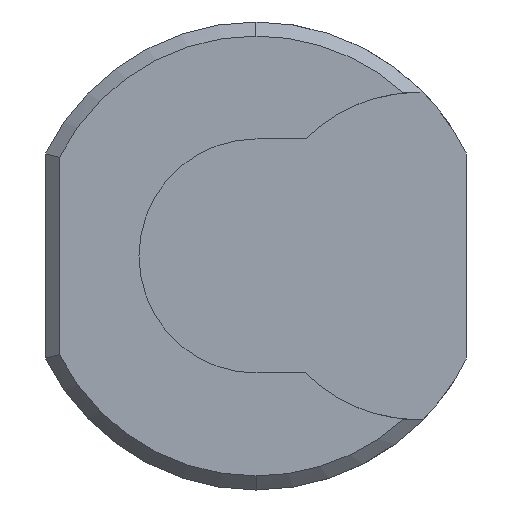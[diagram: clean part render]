
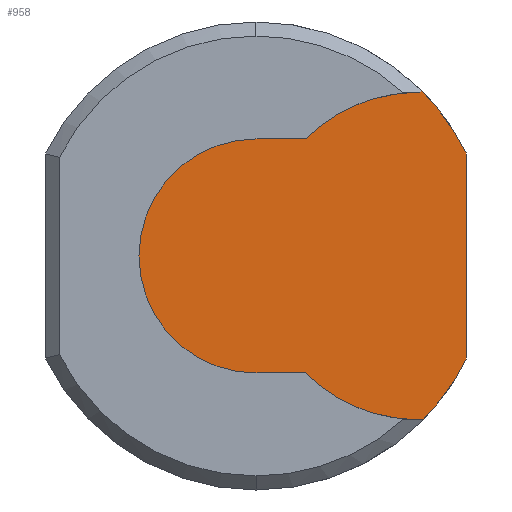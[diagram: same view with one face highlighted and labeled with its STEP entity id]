
A CAD part, left-side view. The second image highlights one B-rep face of the part: STEP entity #958.
In plain terms, the highlighted planar face has unit normal (-1, 0, 0).
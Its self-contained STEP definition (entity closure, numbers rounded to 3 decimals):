
#174=CARTESIAN_POINT('',(-35.,17.5,0.));
#175=VERTEX_POINT('',#174);
#184=CARTESIAN_POINT('',(-35.,0.,17.5));
#185=VERTEX_POINT('',#184);
#186=CARTESIAN_POINT('',(-35.,0.,0.));
#187=DIRECTION('',(-1.0,0.0,0.0));
#188=DIRECTION('',(0.0,1.0,0.0));
#189=AXIS2_PLACEMENT_3D('',#186,#187,#188);
#190=CIRCLE('',#189,17.5);
#191=EDGE_CURVE('',#185,#175,#190,.T.);
#294=CARTESIAN_POINT('',(-35.,-17.678,17.677));
#295=VERTEX_POINT('',#294);
#302=CARTESIAN_POINT('',(-35.,-22.5,10.897));
#303=VERTEX_POINT('',#302);
#304=CARTESIAN_POINT('',(-35.,0.0,0.));
#305=DIRECTION('',(1.0,0.0,0.0));
#306=DIRECTION('',(0.0,0.0,1.0));
#307=AXIS2_PLACEMENT_3D('',#304,#305,#306);
#308=CIRCLE('',#307,25.);
#309=EDGE_CURVE('',#295,#303,#308,.T.);
#717=CARTESIAN_POINT('',(-35.,-17.854,-17.5));
#718=VERTEX_POINT('',#717);
#725=CARTESIAN_POINT('',(-35.,0.,-17.5));
#726=VERTEX_POINT('',#725);
#727=CARTESIAN_POINT('',(-35.,0.,-17.5));
#728=DIRECTION('',(0.0,-1.0,0.0));
#729=VECTOR('',#728,17.854);
#730=LINE('',#727,#729);
#731=EDGE_CURVE('',#726,#718,#730,.T.);
#912=CARTESIAN_POINT('',(-35.,0.,17.5));
#913=DIRECTION('',(1.0,0.0,0.0));
#914=DIRECTION('',(0.0,0.0,-1.0));
#915=AXIS2_PLACEMENT_3D('',#912,#913,#914);
#916=PLANE('',#915);
#917=ORIENTED_EDGE('',*,*,#309,.F.);
#918=CARTESIAN_POINT('',(-35.,-15.684,17.5));
#919=VERTEX_POINT('',#918);
#920=CARTESIAN_POINT('',(-35.,-17.678,17.677));
#921=DIRECTION('',(0.,0.996,-0.089));
#922=VECTOR('',#921,2.001);
#923=LINE('',#920,#922);
#924=EDGE_CURVE('',#295,#919,#923,.T.);
#925=ORIENTED_EDGE('',*,*,#924,.T.);
#926=CARTESIAN_POINT('',(-35.,-15.684,17.5));
#927=DIRECTION('',(0.0,1.0,0.0));
#928=VECTOR('',#927,15.684);
#929=LINE('',#926,#928);
#930=EDGE_CURVE('',#919,#185,#929,.T.);
#931=ORIENTED_EDGE('',*,*,#930,.T.);
#932=ORIENTED_EDGE('',*,*,#191,.T.);
#933=CARTESIAN_POINT('',(-35.,0.,0.));
#934=DIRECTION('',(-1.0,0.0,0.0));
#935=DIRECTION('',(0.0,1.0,0.0));
#936=AXIS2_PLACEMENT_3D('',#933,#934,#935);
#937=CIRCLE('',#936,17.5);
#938=EDGE_CURVE('',#175,#726,#937,.T.);
#939=ORIENTED_EDGE('',*,*,#938,.T.);
#940=ORIENTED_EDGE('',*,*,#731,.T.);
#941=CARTESIAN_POINT('',(-35.,-22.5,-10.897));
#942=VERTEX_POINT('',#941);
#943=CARTESIAN_POINT('',(-35.,0.0,0.));
#944=DIRECTION('',(1.0,0.0,0.0));
#945=DIRECTION('',(0.0,0.0,-1.0));
#946=AXIS2_PLACEMENT_3D('',#943,#944,#945);
#947=CIRCLE('',#946,25.0);
#948=EDGE_CURVE('',#942,#718,#947,.T.);
#949=ORIENTED_EDGE('',*,*,#948,.F.);
#950=CARTESIAN_POINT('',(-35.,-22.5,10.897));
#951=DIRECTION('',(0.0,0.0,-1.0));
#952=VECTOR('',#951,21.794);
#953=LINE('',#950,#952);
#954=EDGE_CURVE('',#303,#942,#953,.T.);
#955=ORIENTED_EDGE('',*,*,#954,.F.);
#956=EDGE_LOOP('',(#917,#925,#931,#932,#939,#940,#949,#955));
#957=FACE_OUTER_BOUND('',#956,.T.);
#958=ADVANCED_FACE('',(#957),#916,.F.);
